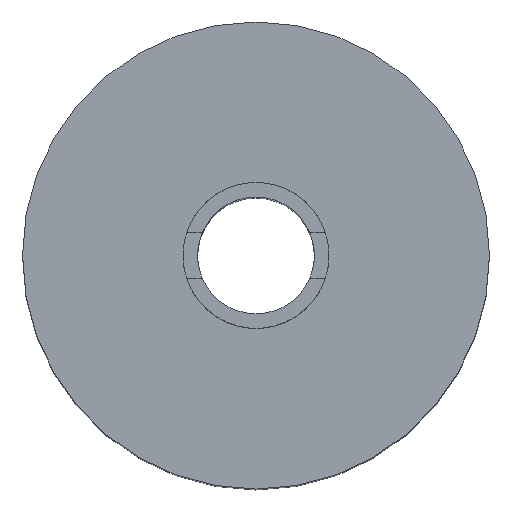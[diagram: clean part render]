
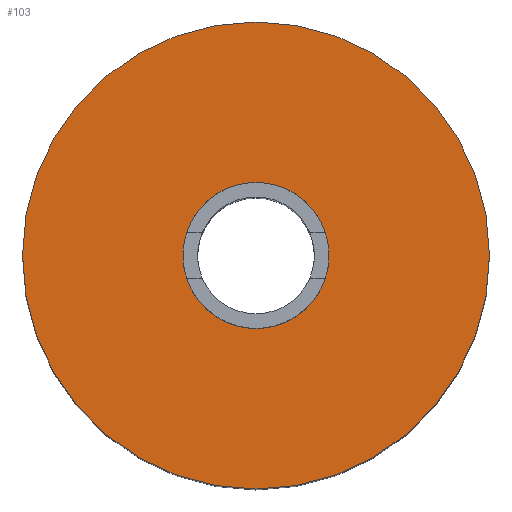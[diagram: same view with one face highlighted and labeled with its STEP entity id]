
A CAD part, top view. The second image highlights one B-rep face of the part: STEP entity #103.
In plain terms, the highlighted planar face has unit normal (0, 0, 1).
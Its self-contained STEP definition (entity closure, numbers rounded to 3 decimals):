
#3 = ORIENTED_EDGE ( 'NONE', *, *, #5, .F. ) ;
#4 = ORIENTED_EDGE ( 'NONE', *, *, #48, .F. ) ;
#5 = EDGE_CURVE ( 'NONE', #49, #117, #370, .T. ) ;
#7 = ORIENTED_EDGE ( 'NONE', *, *, #87, .T. ) ;
#48 = EDGE_CURVE ( 'NONE', #117, #49, #464, .T. ) ;
#49 = VERTEX_POINT ( 'NONE', #435 ) ;
#87 = EDGE_CURVE ( 'NONE', #113, #88, #429, .T. ) ;
#88 = VERTEX_POINT ( 'NONE', #430 ) ;
#103 = ADVANCED_FACE ( 'NONE', ( #485, #534 ), #531, .T. ) ;
#104 = EDGE_LOOP ( 'NONE', ( #105, #7 ) ) ;
#105 = ORIENTED_EDGE ( 'NONE', *, *, #106, .T. ) ;
#106 = EDGE_CURVE ( 'NONE', #88, #113, #460, .T. ) ;
#107 = EDGE_LOOP ( 'NONE', ( #3, #4 ) ) ;
#113 = VERTEX_POINT ( 'NONE', #505 ) ;
#117 = VERTEX_POINT ( 'NONE', #613 ) ;
#335 = DIRECTION ( 'NONE',  ( 1., 0., 0. ) ) ;
#336 = DIRECTION ( 'NONE',  ( 0., 0., 1. ) ) ;
#337 = CARTESIAN_POINT ( 'NONE',  ( 0., 0., 37. ) ) ;
#338 = AXIS2_PLACEMENT_3D ( 'NONE', #337, #336, #335 ) ;
#370 = CIRCLE ( 'NONE', #338, 5. ) ;
#426 = DIRECTION ( 'NONE',  ( 1., 0., 0. ) ) ;
#427 = DIRECTION ( 'NONE',  ( 0., 0., 1. ) ) ;
#428 = AXIS2_PLACEMENT_3D ( 'NONE', #490, #427, #426 ) ;
#429 = CIRCLE ( 'NONE', #428, 16. ) ;
#430 = CARTESIAN_POINT ( 'NONE',  ( -16., 0., 37. ) ) ;
#435 = CARTESIAN_POINT ( 'NONE',  ( -5., 0., 37. ) ) ;
#436 = DIRECTION ( 'NONE',  ( 1., 0., 0. ) ) ;
#437 = DIRECTION ( 'NONE',  ( 0., 0., 1. ) ) ;
#456 = DIRECTION ( 'NONE',  ( 1., 0., 0. ) ) ;
#457 = DIRECTION ( 'NONE',  ( 0., 0., 1. ) ) ;
#458 = CARTESIAN_POINT ( 'NONE',  ( 0., 0., 37. ) ) ;
#459 = AXIS2_PLACEMENT_3D ( 'NONE', #458, #457, #456 ) ;
#460 = CIRCLE ( 'NONE', #459, 16. ) ;
#461 = DIRECTION ( 'NONE',  ( 1., 0., 0. ) ) ;
#462 = DIRECTION ( 'NONE',  ( 0., 0., 1. ) ) ;
#463 = AXIS2_PLACEMENT_3D ( 'NONE', #519, #437, #436 ) ;
#464 = CIRCLE ( 'NONE', #463, 5. ) ;
#485 = FACE_OUTER_BOUND ( 'NONE', #104, .T. ) ;
#490 = CARTESIAN_POINT ( 'NONE',  ( 0., 0., 37. ) ) ;
#505 = CARTESIAN_POINT ( 'NONE',  ( 16., 0., 37. ) ) ;
#519 = CARTESIAN_POINT ( 'NONE',  ( 0., 0., 37. ) ) ;
#531 = PLANE ( 'NONE',  #533 ) ;
#532 = CARTESIAN_POINT ( 'NONE',  ( 0., 0., 37. ) ) ;
#533 = AXIS2_PLACEMENT_3D ( 'NONE', #532, #462, #461 ) ;
#534 = FACE_BOUND ( 'NONE', #107, .T. ) ;
#613 = CARTESIAN_POINT ( 'NONE',  ( 5., 0., 37. ) ) ;
